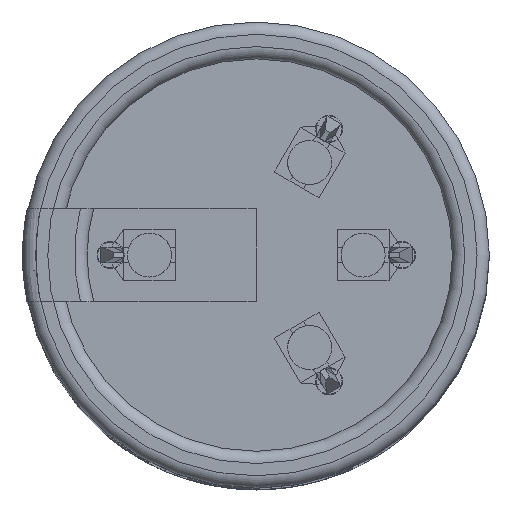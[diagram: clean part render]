
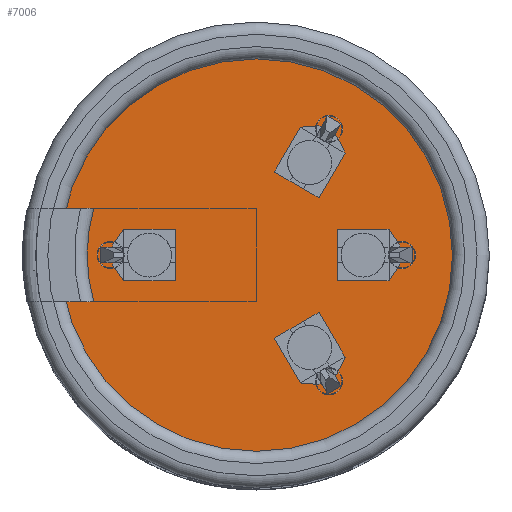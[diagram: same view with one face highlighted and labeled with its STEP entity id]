
A CAD part, top view. The second image highlights one B-rep face of the part: STEP entity #7006.
In plain terms, the highlighted planar face has unit normal (0, 0, 1).
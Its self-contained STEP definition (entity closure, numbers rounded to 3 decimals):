
#6913 = VERTEX_POINT('',#6914);
#6914 = CARTESIAN_POINT('',(15.15,0.,0.01));
#6921 = CYLINDRICAL_SURFACE('',#6922,15.15);
#6922 = AXIS2_PLACEMENT_3D('',#6923,#6924,#6925);
#6923 = CARTESIAN_POINT('',(0.,0.,0.));
#6924 = DIRECTION('',(0.,0.,-1.));
#6925 = DIRECTION('',(1.,0.,0.));
#6940 = EDGE_CURVE('',#6913,#6913,#6941,.T.);
#6941 = SURFACE_CURVE('',#6942,(#6947,#6954),.PCURVE_S1.);
#6942 = CIRCLE('',#6943,15.15);
#6943 = AXIS2_PLACEMENT_3D('',#6944,#6945,#6946);
#6944 = CARTESIAN_POINT('',(0.,0.,0.01));
#6945 = DIRECTION('',(0.,0.,1.));
#6946 = DIRECTION('',(1.,0.,0.));
#6947 = PCURVE('',#6921,#6948);
#6948 = DEFINITIONAL_REPRESENTATION('',(#6949),#6953);
#6949 = LINE('',#6950,#6951);
#6950 = CARTESIAN_POINT('',(0.,-0.01));
#6951 = VECTOR('',#6952,1.);
#6952 = DIRECTION('',(-1.,0.));
#6953 = ( GEOMETRIC_REPRESENTATION_CONTEXT(2) 
PARAMETRIC_REPRESENTATION_CONTEXT() REPRESENTATION_CONTEXT('2D SPACE',''
  ) );
#6954 = PCURVE('',#6955,#6960);
#6955 = PLANE('',#6956);
#6956 = AXIS2_PLACEMENT_3D('',#6957,#6958,#6959);
#6957 = CARTESIAN_POINT('',(15.15,0.,0.01));
#6958 = DIRECTION('',(0.,0.,-1.));
#6959 = DIRECTION('',(-1.,0.,0.));
#6960 = DEFINITIONAL_REPRESENTATION('',(#6961),#6969);
#6961 = ( BOUNDED_CURVE() B_SPLINE_CURVE(2,(#6962,#6963,#6964,#6965,
#6966,#6967,#6968),.UNSPECIFIED.,.F.,.F.) B_SPLINE_CURVE_WITH_KNOTS((1,2
    ,2,2,2,1),(-2.094,0.,2.094,4.189,
6.283,8.378),.UNSPECIFIED.) CURVE() 
GEOMETRIC_REPRESENTATION_ITEM() RATIONAL_B_SPLINE_CURVE((1.,0.5,1.,0.5,
1.,0.5,1.)) REPRESENTATION_ITEM('') );
#6962 = CARTESIAN_POINT('',(0.,0.));
#6963 = CARTESIAN_POINT('',(0.,26.241));
#6964 = CARTESIAN_POINT('',(22.725,13.12));
#6965 = CARTESIAN_POINT('',(45.45,0.));
#6966 = CARTESIAN_POINT('',(22.725,-13.12));
#6967 = CARTESIAN_POINT('',(0.,-26.241));
#6968 = CARTESIAN_POINT('',(0.,0.));
#6969 = ( GEOMETRIC_REPRESENTATION_CONTEXT(2) 
PARAMETRIC_REPRESENTATION_CONTEXT() REPRESENTATION_CONTEXT('2D SPACE',''
  ) );
#7006 = ADVANCED_FACE('',(#7007),#6955,.F.);
#7007 = FACE_BOUND('',#7008,.T.);
#7008 = EDGE_LOOP('',(#7009));
#7009 = ORIENTED_EDGE('',*,*,#6940,.T.);
